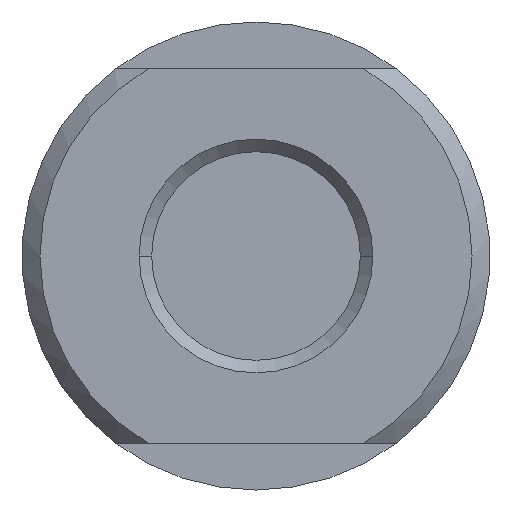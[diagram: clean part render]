
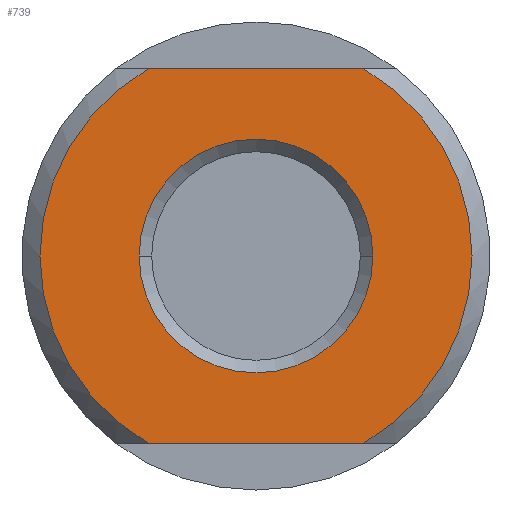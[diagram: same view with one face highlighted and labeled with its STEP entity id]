
A CAD part, left-side view. The second image highlights one B-rep face of the part: STEP entity #739.
In plain terms, the highlighted planar face has unit normal (-1, 0, 0).
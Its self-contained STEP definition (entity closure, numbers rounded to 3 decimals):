
#115=CARTESIAN_POINT('',(0.,0.,0.));
#116=DIRECTION('',(-1.,0.,0.));
#117=DIRECTION('',(0.,1.,0.));
#118=AXIS2_PLACEMENT_3D('',#115,#116,#117);
#124=CARTESIAN_POINT('',(0.,0.,0.));
#125=DIRECTION('',(-1.,0.,0.));
#126=DIRECTION('',(0.,-1.,0.));
#127=AXIS2_PLACEMENT_3D('',#124,#125,#126);
#132=DIRECTION('',(0.,1.,0.));
#133=VECTOR('',#132,9.13);
#134=CARTESIAN_POINT('',(0.,-4.565,7.938));
#135=LINE('',#134,#133);
#139=CARTESIAN_POINT('',(0.,0.,0.));
#140=DIRECTION('',(1.,0.,0.));
#141=DIRECTION('',(0.,-0.499,0.867));
#142=AXIS2_PLACEMENT_3D('',#139,#140,#141);
#147=DIRECTION('',(0.,1.,0.));
#148=VECTOR('',#147,9.13);
#149=CARTESIAN_POINT('',(0.,-4.565,-7.938));
#150=LINE('',#149,#148);
#154=CARTESIAN_POINT('',(0.,0.,0.));
#155=DIRECTION('',(1.,0.,0.));
#156=DIRECTION('',(0.,0.499,-0.867));
#157=AXIS2_PLACEMENT_3D('',#154,#155,#156);
#646=CARTESIAN_POINT('',(0.,4.953,0.));
#647=CARTESIAN_POINT('',(0.,-4.953,0.));
#648=VERTEX_POINT('',#646);
#649=VERTEX_POINT('',#647);
#650=CARTESIAN_POINT('',(0.,-4.565,7.938));
#651=CARTESIAN_POINT('',(0.,4.565,7.938));
#652=VERTEX_POINT('',#650);
#653=VERTEX_POINT('',#651);
#654=CARTESIAN_POINT('',(0.,-4.565,-7.938));
#655=CARTESIAN_POINT('',(0.,4.565,-7.938));
#656=VERTEX_POINT('',#654);
#657=VERTEX_POINT('',#655);
#718=CARTESIAN_POINT('',(0.,0.,0.));
#719=DIRECTION('',(1.,0.,0.));
#720=DIRECTION('',(0.,0.,-1.));
#721=AXIS2_PLACEMENT_3D('',#718,#719,#720);
#722=PLANE('',#721);
#724=ORIENTED_EDGE('',*,*,#723,.F.);
#726=ORIENTED_EDGE('',*,*,#725,.T.);
#728=ORIENTED_EDGE('',*,*,#727,.T.);
#730=ORIENTED_EDGE('',*,*,#729,.T.);
#731=EDGE_LOOP('',(#724,#726,#728,#730));
#732=FACE_OUTER_BOUND('',#731,.F.);
#734=ORIENTED_EDGE('',*,*,#733,.T.);
#736=ORIENTED_EDGE('',*,*,#735,.T.);
#737=EDGE_LOOP('',(#734,#736));
#738=FACE_BOUND('',#737,.F.);
#119=CIRCLE('',#118,4.953);
#128=CIRCLE('',#127,4.953);
#143=CIRCLE('',#142,9.157);
#158=CIRCLE('',#157,9.157);
#723=EDGE_CURVE('',#652,#653,#135,.T.);
#725=EDGE_CURVE('',#652,#656,#143,.T.);
#727=EDGE_CURVE('',#656,#657,#150,.T.);
#729=EDGE_CURVE('',#657,#653,#158,.T.);
#733=EDGE_CURVE('',#648,#649,#119,.T.);
#735=EDGE_CURVE('',#649,#648,#128,.T.);
#739=ADVANCED_FACE('',(#732,#738),#722,.F.);
